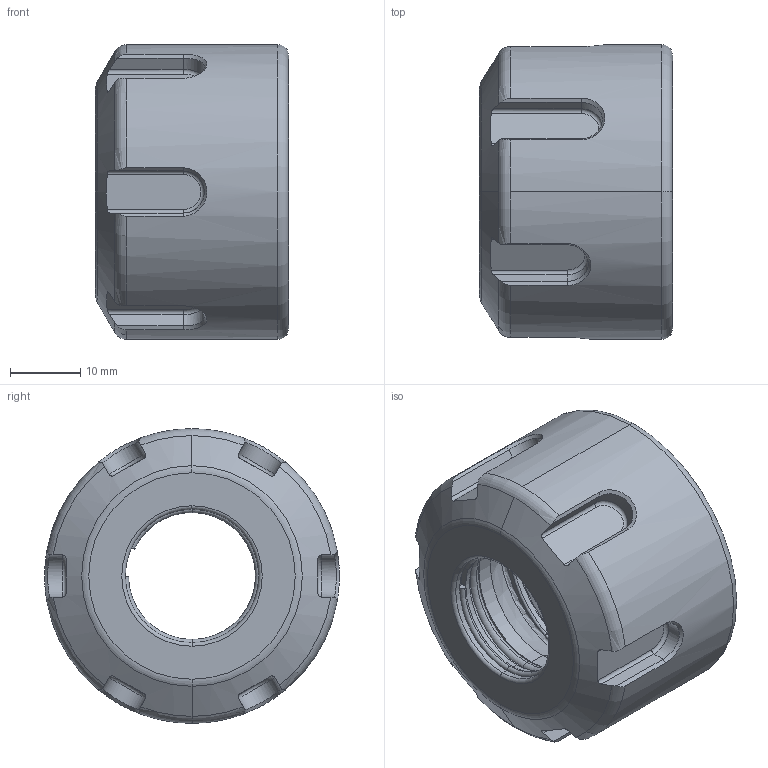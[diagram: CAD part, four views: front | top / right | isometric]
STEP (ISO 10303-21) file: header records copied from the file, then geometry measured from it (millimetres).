
FILE_DESCRIPTION (( 'STEP AP203' ), '1' );
FILE_NAME ('113.02.16.STEP', '2017-12-20T07:49:06', ( '' ), ( '' ), 'SwSTEP 2.0', 'SolidWorks 2012', '' );
FILE_SCHEMA (( 'CONFIG_CONTROL_DESIGN' ));
Length unit declared in the file: millimetre
Products named in the file (5): 113.02.16; O型環(3D組合示意用)---組合ER25止水螺帽內內孔用; C型彈簧(3D組合示意用)---組合ER25止水螺帽外內孔用; O型環(3D組合示意用)---組合ER25止水螺帽外內孔用; ER25止水螺帽(M32XP1.5)--成品
Assembly tree (4 placements, depth 2):
  113.02.16
    ER25止水螺帽(M32XP1.5)--成品
    O型環(3D組合示意用)---組合ER25止水螺帽外內孔用
    C型彈簧(3D組合示意用)---組合ER25止水螺帽外內孔用
    O型環(3D組合示意用)---組合ER25止水螺帽內內孔用
Bounding box: 27.5 x 42 x 42 mm (x, y, z)
Volume: 19571.4 mm3; surface area: 9859.7 mm2
Topology: 4 solids, 4 shells, 152 faces, 365 edges, 222 vertices
Faces by surface type: cylinder 47, torus 45, plane 41, bspline 11, cone 8
Entity records: 9604 total; most frequent: CARTESIAN_POINT 5725, ORIENTED_EDGE 730, DIRECTION 694, EDGE_CURVE 365, AXIS2_PLACEMENT_3D 299, VERTEX_POINT 222, EDGE_LOOP 159, ADVANCED_FACE 152
